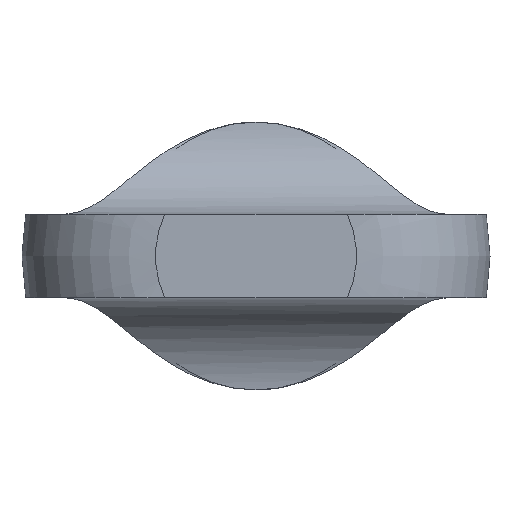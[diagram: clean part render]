
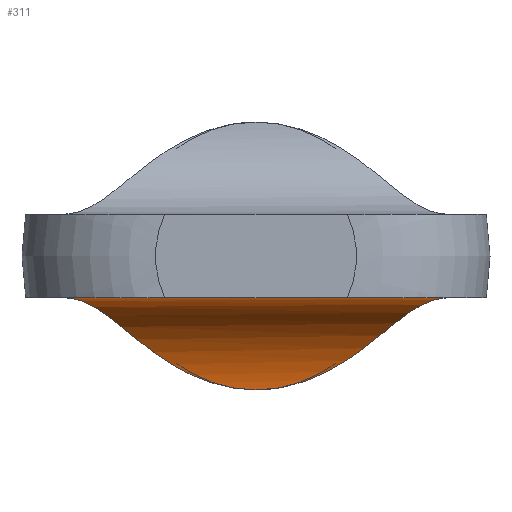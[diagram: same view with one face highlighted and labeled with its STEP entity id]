
A CAD part, left-side view. The second image highlights one B-rep face of the part: STEP entity #311.
In plain terms, the highlighted cylindrical face has radius 3 mm (diameter 6 mm), a partial arc.
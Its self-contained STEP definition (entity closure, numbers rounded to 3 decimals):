
#71 = EDGE_CURVE ( 'NONE', #147, #106, #440, .T. ) ;
#106 = VERTEX_POINT ( 'NONE', #665 ) ;
#147 = VERTEX_POINT ( 'NONE', #694 ) ;
#274 = ORIENTED_EDGE ( 'NONE', *, *, #367, .F. ) ;
#275 = VERTEX_POINT ( 'NONE', #774 ) ;
#303 = EDGE_LOOP ( 'NONE', ( #338, #312, #274 ) ) ;
#309 = EDGE_CURVE ( 'NONE', #275, #106, #908, .T. ) ;
#311 = ADVANCED_FACE ( 'NONE', ( #728 ), #905, .F. ) ;
#312 = ORIENTED_EDGE ( 'NONE', *, *, #71, .F. ) ;
#338 = ORIENTED_EDGE ( 'NONE', *, *, #309, .T. ) ;
#367 = EDGE_CURVE ( 'NONE', #275, #147, #763, .T. ) ;
#391 = CARTESIAN_POINT ( 'NONE',  ( -4.99, 5.708, -1.25 ) ) ;
#440 = B_SPLINE_CURVE_WITH_KNOTS ( 'NONE', 3,
 ( #472, #471, #470, #469, #468, #467, #466, #465, #464, #463, #462, #461, #460, #459, #458, #457, #456, #391 ),
 .UNSPECIFIED., .F., .F.,
 ( 4, 2, 2, 2, 2, 2, 2, 2, 4 ),
 ( 0.008, 0.009, 0.01, 0.011, 0.012, 0.013, 0.014, 0.014, 0.015 ),
 .UNSPECIFIED. ) ;
#456 = CARTESIAN_POINT ( 'NONE',  ( -4.72, 5.538, -1.25 ) ) ;
#457 = CARTESIAN_POINT ( 'NONE',  ( -4.46, 5.366, -1.286 ) ) ;
#458 = CARTESIAN_POINT ( 'NONE',  ( -3.958, 5.011, -1.421 ) ) ;
#459 = CARTESIAN_POINT ( 'NONE',  ( -3.715, 4.826, -1.523 ) ) ;
#460 = CARTESIAN_POINT ( 'NONE',  ( -3.276, 4.45, -1.774 ) ) ;
#461 = CARTESIAN_POINT ( 'NONE',  ( -3.079, 4.257, -1.925 ) ) ;
#462 = CARTESIAN_POINT ( 'NONE',  ( -2.734, 3.845, -2.258 ) ) ;
#463 = CARTESIAN_POINT ( 'NONE',  ( -2.587, 3.626, -2.441 ) ) ;
#464 = CARTESIAN_POINT ( 'NONE',  ( -2.354, 3.166, -2.801 ) ) ;
#465 = CARTESIAN_POINT ( 'NONE',  ( -2.265, 2.923, -2.981 ) ) ;
#466 = CARTESIAN_POINT ( 'NONE',  ( -2.133, 2.399, -3.317 ) ) ;
#467 = CARTESIAN_POINT ( 'NONE',  ( -2.09, 2.124, -3.469 ) ) ;
#468 = CARTESIAN_POINT ( 'NONE',  ( -2.033, 1.549, -3.723 ) ) ;
#469 = CARTESIAN_POINT ( 'NONE',  ( -2.019, 1.245, -3.826 ) ) ;
#470 = CARTESIAN_POINT ( 'NONE',  ( -2.002, 0.63, -3.964 ) ) ;
#471 = CARTESIAN_POINT ( 'NONE',  ( -2., 0.317, -4. ) ) ;
#472 = CARTESIAN_POINT ( 'NONE',  ( -2., 0., -4. ) ) ;
#665 = CARTESIAN_POINT ( 'NONE',  ( -4.99, 5.708, -1.25 ) ) ;
#694 = CARTESIAN_POINT ( 'NONE',  ( -2., 0., -4. ) ) ;
#728 = FACE_OUTER_BOUND ( 'NONE', #303, .T. ) ;
#734 = AXIS2_PLACEMENT_3D ( 'NONE', #904, #776, #902 ) ;
#738 = CARTESIAN_POINT ( 'NONE',  ( -2., 0., -4. ) ) ;
#739 = CARTESIAN_POINT ( 'NONE',  ( -2., -0.159, -4. ) ) ;
#740 = CARTESIAN_POINT ( 'NONE',  ( -2.001, -0.319, -3.991 ) ) ;
#741 = CARTESIAN_POINT ( 'NONE',  ( -2.004, -0.632, -3.955 ) ) ;
#742 = CARTESIAN_POINT ( 'NONE',  ( -2.007, -0.787, -3.929 ) ) ;
#743 = CARTESIAN_POINT ( 'NONE',  ( -2.019, -1.246, -3.826 ) ) ;
#744 = CARTESIAN_POINT ( 'NONE',  ( -2.033, -1.545, -3.725 ) ) ;
#745 = CARTESIAN_POINT ( 'NONE',  ( -2.09, -2.125, -3.469 ) ) ;
#746 = CARTESIAN_POINT ( 'NONE',  ( -2.133, -2.398, -3.317 ) ) ;
#747 = CARTESIAN_POINT ( 'NONE',  ( -2.263, -2.916, -2.985 ) ) ;
#748 = CARTESIAN_POINT ( 'NONE',  ( -2.353, -3.164, -2.803 ) ) ;
#749 = CARTESIAN_POINT ( 'NONE',  ( -2.587, -3.626, -2.441 ) ) ;
#750 = CARTESIAN_POINT ( 'NONE',  ( -2.731, -3.841, -2.261 ) ) ;
#751 = CARTESIAN_POINT ( 'NONE',  ( -3.076, -4.254, -1.927 ) ) ;
#752 = CARTESIAN_POINT ( 'NONE',  ( -3.277, -4.45, -1.774 ) ) ;
#753 = CARTESIAN_POINT ( 'NONE',  ( -3.606, -4.733, -1.585 ) ) ;
#754 = CARTESIAN_POINT ( 'NONE',  ( -3.721, -4.825, -1.528 ) ) ;
#755 = CARTESIAN_POINT ( 'NONE',  ( -3.959, -5.008, -1.429 ) ) ;
#756 = CARTESIAN_POINT ( 'NONE',  ( -4.084, -5.1, -1.387 ) ) ;
#760 = CARTESIAN_POINT ( 'NONE',  ( -4.462, -5.368, -1.285 ) ) ;
#761 = CARTESIAN_POINT ( 'NONE',  ( -4.723, -5.539, -1.25 ) ) ;
#762 = CARTESIAN_POINT ( 'NONE',  ( -4.99, -5.708, -1.25 ) ) ;
#763 = B_SPLINE_CURVE_WITH_KNOTS ( 'NONE', 3,
 ( #762, #761, #760, #756, #755, #754, #753, #752, #751, #750, #749, #748, #747, #746, #745, #744, #743, #742, #741, #740, #739, #738 ),
 .UNSPECIFIED., .F., .F.,
 ( 4, 2, 2, 2, 2, 2, 2, 2, 2, 2, 4 ),
 ( 0., 0.001, 0.002, 0.002, 0.003, 0.004, 0.005, 0.006, 0.007, 0.007, 0.008 ),
 .UNSPECIFIED. ) ;
#774 = CARTESIAN_POINT ( 'NONE',  ( -4.99, -5.708, -1.25 ) ) ;
#776 = DIRECTION ( 'NONE',  ( 0., 1., 0. ) ) ;
#902 = DIRECTION ( 'NONE',  ( 0., 0., 1. ) ) ;
#903 = DIRECTION ( 'NONE',  ( 0., 1., 0. ) ) ;
#904 = CARTESIAN_POINT ( 'NONE',  ( -4.99, -7., -4.25 ) ) ;
#905 = CYLINDRICAL_SURFACE ( 'NONE', #734, 3. ) ;
#906 = VECTOR ( 'NONE', #903, 1000. ) ;
#907 = CARTESIAN_POINT ( 'NONE',  ( -4.99, -7., -1.25 ) ) ;
#908 = LINE ( 'NONE', #907, #906 ) ;
